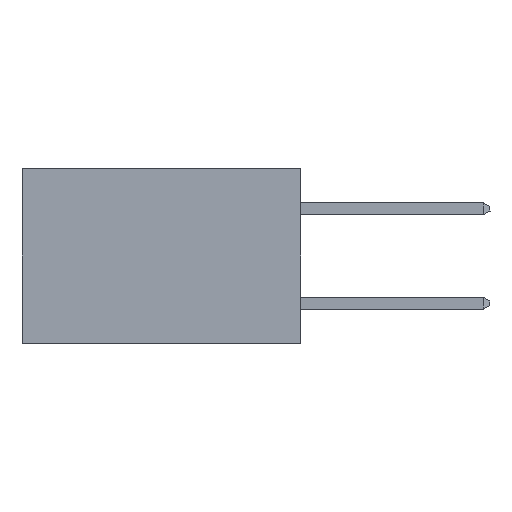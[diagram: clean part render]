
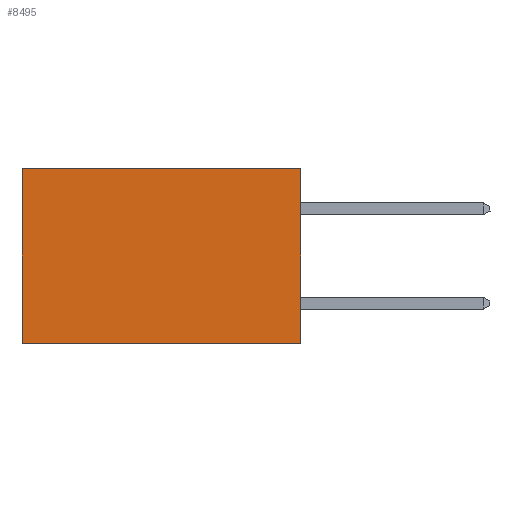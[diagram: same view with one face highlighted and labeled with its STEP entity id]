
A CAD part, left-side view. The second image highlights one B-rep face of the part: STEP entity #8495.
In plain terms, the highlighted planar face has unit normal (-1, 0, 0).
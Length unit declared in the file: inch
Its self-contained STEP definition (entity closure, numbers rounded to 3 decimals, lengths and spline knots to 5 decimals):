
#370 = VECTOR ( 'NONE', #5488, 39.37008 ) ;
#583 = EDGE_LOOP ( 'NONE', ( #7969, #1039, #8158, #14760 ) ) ;
#1039 = ORIENTED_EDGE ( 'NONE', *, *, #4498, .F. ) ;
#1435 = DIRECTION ( 'NONE',  ( 0., 0., -1. ) ) ;
#2498 = VECTOR ( 'NONE', #11985, 39.37008 ) ;
#3155 = VECTOR ( 'NONE', #3818, 39.37008 ) ;
#3170 = CARTESIAN_POINT ( 'NONE',  ( 0.277, 0.59, 0. ) ) ;
#3383 = VECTOR ( 'NONE', #15313, 39.37008 ) ;
#3566 = LINE ( 'NONE', #6391, #370 ) ;
#3818 = DIRECTION ( 'NONE',  ( 0., 0., -1. ) ) ;
#4498 = EDGE_CURVE ( 'NONE', #6952, #8390, #14694, .T. ) ;
#5137 = EDGE_CURVE ( 'NONE', #13995, #8390, #10116, .T. ) ;
#5339 = EDGE_CURVE ( 'NONE', #8287, #13995, #3566, .T. ) ;
#5488 = DIRECTION ( 'NONE',  ( 0., 1., 0. ) ) ;
#5736 = CARTESIAN_POINT ( 'NONE',  ( 0.277, 0., -0.37 ) ) ;
#6071 = CARTESIAN_POINT ( 'NONE',  ( 0.277, 0.59, -0.37 ) ) ;
#6378 = LINE ( 'NONE', #9764, #3155 ) ;
#6391 = CARTESIAN_POINT ( 'NONE',  ( 0.277, 0., 0. ) ) ;
#6952 = VERTEX_POINT ( 'NONE', #5736 ) ;
#7429 = CARTESIAN_POINT ( 'NONE',  ( 0.277, 0., -0.37 ) ) ;
#7810 = EDGE_CURVE ( 'NONE', #8287, #6952, #6378, .T. ) ;
#7969 = ORIENTED_EDGE ( 'NONE', *, *, #5137, .T. ) ;
#8158 = ORIENTED_EDGE ( 'NONE', *, *, #7810, .F. ) ;
#8287 = VERTEX_POINT ( 'NONE', #9438 ) ;
#8390 = VERTEX_POINT ( 'NONE', #6071 ) ;
#8495 = ADVANCED_FACE ( 'NONE', ( #9678 ), #14449, .F. ) ;
#8603 = DIRECTION ( 'NONE',  ( 1., 0., 0. ) ) ;
#9438 = CARTESIAN_POINT ( 'NONE',  ( 0.277, 0., 0. ) ) ;
#9678 = FACE_OUTER_BOUND ( 'NONE', #583, .T. ) ;
#9764 = CARTESIAN_POINT ( 'NONE',  ( 0.277, 0., -0.37 ) ) ;
#10116 = LINE ( 'NONE', #15328, #3383 ) ;
#11388 = CARTESIAN_POINT ( 'NONE',  ( 0.277, 0., -0.37 ) ) ;
#11985 = DIRECTION ( 'NONE',  ( 0., 1., 0. ) ) ;
#13320 = AXIS2_PLACEMENT_3D ( 'NONE', #7429, #8603, #1435 ) ;
#13995 = VERTEX_POINT ( 'NONE', #3170 ) ;
#14449 = PLANE ( 'NONE',  #13320 ) ;
#14694 = LINE ( 'NONE', #11388, #2498 ) ;
#14760 = ORIENTED_EDGE ( 'NONE', *, *, #5339, .T. ) ;
#15313 = DIRECTION ( 'NONE',  ( 0., 0., -1. ) ) ;
#15328 = CARTESIAN_POINT ( 'NONE',  ( 0.277, 0.59, -0.37 ) ) ;
